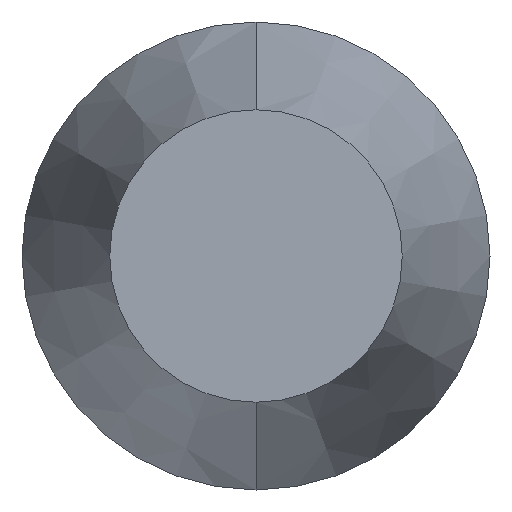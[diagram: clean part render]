
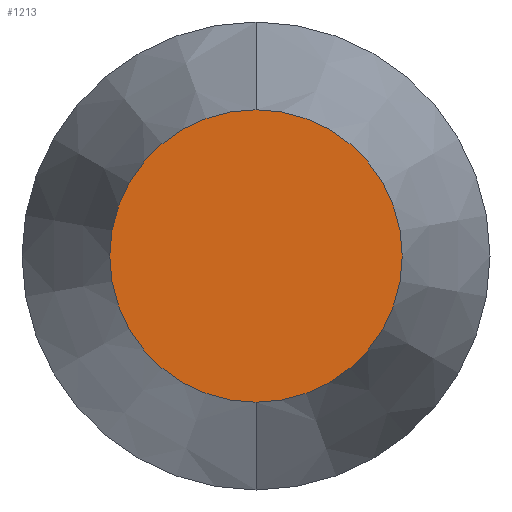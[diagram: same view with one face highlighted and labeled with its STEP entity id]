
A CAD part, front view. The second image highlights one B-rep face of the part: STEP entity #1213.
In plain terms, the highlighted planar face has unit normal (0, -1, 0).
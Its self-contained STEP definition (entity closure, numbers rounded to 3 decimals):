
#59 = VERTEX_POINT ( 'NONE', #932 ) ;
#98 = VERTEX_POINT ( 'NONE', #589 ) ;
#263 = CIRCLE ( 'NONE', #571, 5. ) ;
#287 = ORIENTED_EDGE ( 'NONE', *, *, #389, .T. ) ;
#389 = EDGE_CURVE ( 'NONE', #59, #98, #263, .T. ) ;
#472 = CARTESIAN_POINT ( 'NONE',  ( 0., 0., 0. ) ) ;
#508 = AXIS2_PLACEMENT_3D ( 'NONE', #891, #1314, #769 ) ;
#571 = AXIS2_PLACEMENT_3D ( 'NONE', #472, #1096, #759 ) ;
#589 = CARTESIAN_POINT ( 'NONE',  ( 0., 0., -5. ) ) ;
#590 = DIRECTION ( 'NONE',  ( 0., 0., -1. ) ) ;
#619 = EDGE_CURVE ( 'NONE', #98, #59, #1243, .T. ) ;
#699 = DIRECTION ( 'NONE',  ( 0., -1., 0. ) ) ;
#759 = DIRECTION ( 'NONE',  ( 0., 0., -1. ) ) ;
#769 = DIRECTION ( 'NONE',  ( 0., 0., -1. ) ) ;
#771 = AXIS2_PLACEMENT_3D ( 'NONE', #1040, #699, #590 ) ;
#891 = CARTESIAN_POINT ( 'NONE',  ( 0., 0., 0. ) ) ;
#932 = CARTESIAN_POINT ( 'NONE',  ( 0., 0., 5. ) ) ;
#1033 = ORIENTED_EDGE ( 'NONE', *, *, #619, .T. ) ;
#1040 = CARTESIAN_POINT ( 'NONE',  ( 5., 0., 0. ) ) ;
#1096 = DIRECTION ( 'NONE',  ( 0., -1., 0. ) ) ;
#1139 = EDGE_LOOP ( 'NONE', ( #287, #1033 ) ) ;
#1191 = FACE_OUTER_BOUND ( 'NONE', #1139, .T. ) ;
#1213 = ADVANCED_FACE ( 'NONE', ( #1191 ), #1335, .T. ) ;
#1243 = CIRCLE ( 'NONE', #508, 5. ) ;
#1314 = DIRECTION ( 'NONE',  ( 0., -1., 0. ) ) ;
#1335 = PLANE ( 'NONE',  #771 ) ;
